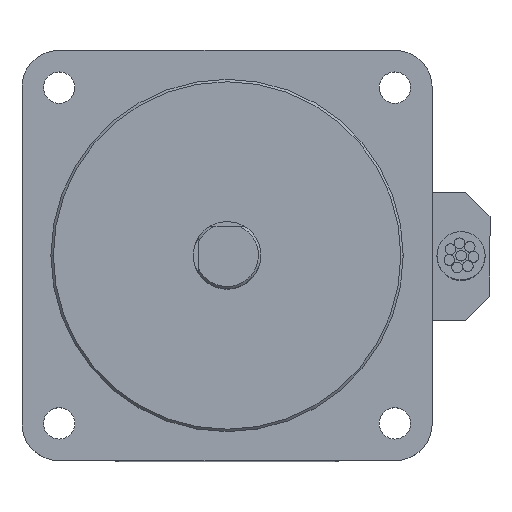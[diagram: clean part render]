
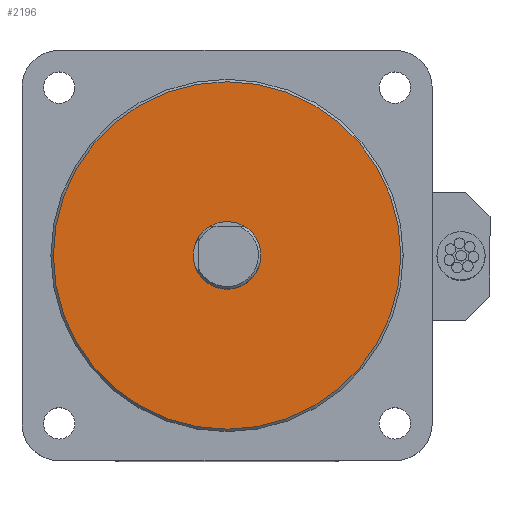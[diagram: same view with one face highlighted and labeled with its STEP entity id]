
A CAD part, top view. The second image highlights one B-rep face of the part: STEP entity #2196.
In plain terms, the highlighted planar face has unit normal (0, 0, 1).
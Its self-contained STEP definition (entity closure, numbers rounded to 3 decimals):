
#108 = AXIS2_PLACEMENT_3D ( 'NONE', #928, #929, #930 ) ;
#129 = CIRCLE ( 'NONE', #149, 36.013 ) ;
#149 = AXIS2_PLACEMENT_3D ( 'NONE', #1021, #1022, #1023 ) ;
#160 = CIRCLE ( 'NONE', #171, 7. ) ;
#171 = AXIS2_PLACEMENT_3D ( 'NONE', #1036, #1037, #1038 ) ;
#308 = EDGE_CURVE ( 'NONE', #2270, #2269, #129, .T. ) ;
#314 = EDGE_CURVE ( 'NONE', #2276, #2275, #160, .T. ) ;
#440 = EDGE_CURVE ( 'NONE', #2275, #2276, #2019, .T. ) ;
#447 = EDGE_CURVE ( 'NONE', #2269, #2270, #2078, .T. ) ;
#927 = PLANE ( 'NONE',  #108 ) ;
#928 = CARTESIAN_POINT ( 'NONE',  ( 0., 0., 117. ) ) ;
#929 = DIRECTION ( 'NONE',  ( 0., 0., 1. ) ) ;
#930 = DIRECTION ( 'NONE',  ( 1., 0., 0. ) ) ;
#1021 = CARTESIAN_POINT ( 'NONE',  ( 0., 0., 117. ) ) ;
#1022 = DIRECTION ( 'NONE',  ( 0., 0., 1. ) ) ;
#1023 = DIRECTION ( 'NONE',  ( 1., 0., 0. ) ) ;
#1036 = CARTESIAN_POINT ( 'NONE',  ( 0., 0., 117. ) ) ;
#1037 = DIRECTION ( 'NONE',  ( 0., 0., 1. ) ) ;
#1038 = DIRECTION ( 'NONE',  ( 1., 0., 0. ) ) ;
#1338 = CARTESIAN_POINT ( 'NONE',  ( 0., 0., 117. ) ) ;
#1339 = DIRECTION ( 'NONE',  ( 0., 0., 1. ) ) ;
#1340 = DIRECTION ( 'NONE',  ( 1., 0., 0. ) ) ;
#1356 = CARTESIAN_POINT ( 'NONE',  ( 0., 0., 117. ) ) ;
#1357 = DIRECTION ( 'NONE',  ( 0., 0., 1. ) ) ;
#1358 = DIRECTION ( 'NONE',  ( 1., 0., 0. ) ) ;
#1486 = EDGE_LOOP ( 'NONE', ( #2516, #2518 ) ) ;
#1487 = EDGE_LOOP ( 'NONE', ( #2515, #2520 ) ) ;
#1831 = FACE_OUTER_BOUND ( 'NONE', #1486, .T. ) ;
#1832 = FACE_BOUND ( 'NONE', #1487, .T. ) ;
#2019 = CIRCLE ( 'NONE', #2023, 7. ) ;
#2023 = AXIS2_PLACEMENT_3D ( 'NONE', #1338, #1339, #1340 ) ;
#2034 = AXIS2_PLACEMENT_3D ( 'NONE', #1356, #1357, #1358 ) ;
#2078 = CIRCLE ( 'NONE', #2034, 36.013 ) ;
#2196 = ADVANCED_FACE ( 'NONE', ( #1831, #1832 ), #927, .T. ) ;
#2269 = VERTEX_POINT ( 'NONE', #2395 ) ;
#2270 = VERTEX_POINT ( 'NONE', #2396 ) ;
#2275 = VERTEX_POINT ( 'NONE', #2401 ) ;
#2276 = VERTEX_POINT ( 'NONE', #2402 ) ;
#2395 = CARTESIAN_POINT ( 'NONE',  ( 36.013, 0., 117. ) ) ;
#2396 = CARTESIAN_POINT ( 'NONE',  ( -36.013, 0., 117. ) ) ;
#2401 = CARTESIAN_POINT ( 'NONE',  ( 7., 0., 117. ) ) ;
#2402 = CARTESIAN_POINT ( 'NONE',  ( -7., 0., 117. ) ) ;
#2515 = ORIENTED_EDGE ( 'NONE', *, *, #314, .F. ) ;
#2516 = ORIENTED_EDGE ( 'NONE', *, *, #308, .T. ) ;
#2518 = ORIENTED_EDGE ( 'NONE', *, *, #447, .T. ) ;
#2520 = ORIENTED_EDGE ( 'NONE', *, *, #440, .F. ) ;
